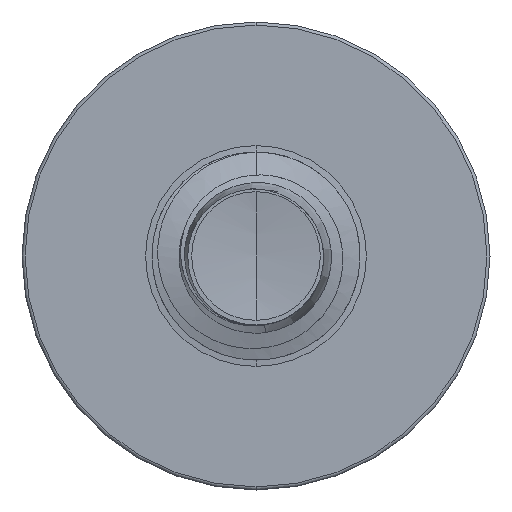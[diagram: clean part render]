
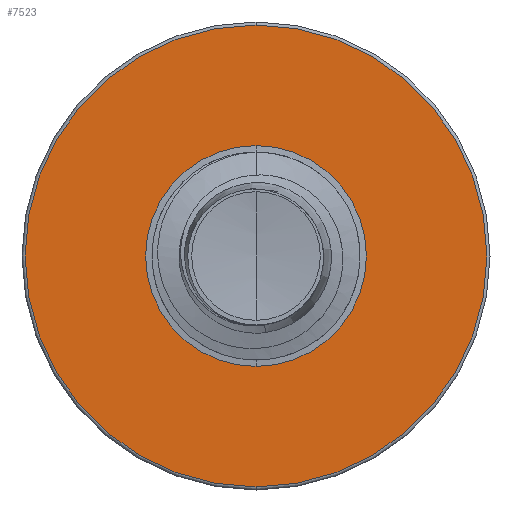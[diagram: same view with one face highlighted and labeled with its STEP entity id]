
A CAD part, front view. The second image highlights one B-rep face of the part: STEP entity #7523.
In plain terms, the highlighted planar face has unit normal (0, -1, 0).
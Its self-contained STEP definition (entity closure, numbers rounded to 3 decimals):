
#862 = FACE_OUTER_BOUND ( 'NONE', #1529, .T. ) ;
#1022 = VERTEX_POINT ( 'NONE', #7966 ) ;
#1529 = EDGE_LOOP ( 'NONE', ( #6795, #6870 ) ) ;
#1576 = AXIS2_PLACEMENT_3D ( 'NONE', #3296, #3275, #3274 ) ;
#1880 = DIRECTION ( 'NONE',  ( 0., 0., 1. ) ) ;
#1883 = DIRECTION ( 'NONE',  ( 0., 1., 0. ) ) ;
#1899 = CARTESIAN_POINT ( 'NONE',  ( 0., 2., 0. ) ) ;
#2695 = VERTEX_POINT ( 'NONE', #7764 ) ;
#3269 = EDGE_CURVE ( 'NONE', #8741, #2695, #7854, .T. ) ;
#3274 = DIRECTION ( 'NONE',  ( 0., 0., 1. ) ) ;
#3275 = DIRECTION ( 'NONE',  ( 0., 1., 0. ) ) ;
#3296 = CARTESIAN_POINT ( 'NONE',  ( 0., 2., 0. ) ) ;
#4126 = CIRCLE ( 'NONE', #5801, 1.776 ) ;
#4441 = EDGE_CURVE ( 'NONE', #6291, #1022, #5962, .T. ) ;
#5143 = AXIS2_PLACEMENT_3D ( 'NONE', #9694, #9681, #9659 ) ;
#5255 = EDGE_CURVE ( 'NONE', #1022, #6291, #8795, .T. ) ;
#5434 = FACE_BOUND ( 'NONE', #6300, .T. ) ;
#5596 = DIRECTION ( 'NONE',  ( 0., 0., 1. ) ) ;
#5605 = PLANE ( 'NONE',  #7654 ) ;
#5616 = CARTESIAN_POINT ( 'NONE',  ( 0., 2., -0.849 ) ) ;
#5746 = DIRECTION ( 'NONE',  ( 0., 1., 0. ) ) ;
#5801 = AXIS2_PLACEMENT_3D ( 'NONE', #8800, #8789, #8779 ) ;
#5869 = AXIS2_PLACEMENT_3D ( 'NONE', #1899, #1883, #1880 ) ;
#5962 = CIRCLE ( 'NONE', #5143, 0.849 ) ;
#6291 = VERTEX_POINT ( 'NONE', #9746 ) ;
#6300 = EDGE_LOOP ( 'NONE', ( #6907, #6942 ) ) ;
#6712 = EDGE_CURVE ( 'NONE', #2695, #8741, #4126, .T. ) ;
#6795 = ORIENTED_EDGE ( 'NONE', *, *, #6712, .F. ) ;
#6870 = ORIENTED_EDGE ( 'NONE', *, *, #3269, .F. ) ;
#6907 = ORIENTED_EDGE ( 'NONE', *, *, #5255, .T. ) ;
#6942 = ORIENTED_EDGE ( 'NONE', *, *, #4441, .T. ) ;
#7523 = ADVANCED_FACE ( 'NONE', ( #862, #5434 ), #5605, .F. ) ;
#7654 = AXIS2_PLACEMENT_3D ( 'NONE', #5616, #5746, #5596 ) ;
#7764 = CARTESIAN_POINT ( 'NONE',  ( 0., 2., 1.776 ) ) ;
#7854 = CIRCLE ( 'NONE', #5869, 1.776 ) ;
#7966 = CARTESIAN_POINT ( 'NONE',  ( 0., 2., 0.849 ) ) ;
#8741 = VERTEX_POINT ( 'NONE', #10075 ) ;
#8779 = DIRECTION ( 'NONE',  ( 0., 0., 1. ) ) ;
#8789 = DIRECTION ( 'NONE',  ( 0., 1., 0. ) ) ;
#8795 = CIRCLE ( 'NONE', #1576, 0.849 ) ;
#8800 = CARTESIAN_POINT ( 'NONE',  ( 0., 2., 0. ) ) ;
#9659 = DIRECTION ( 'NONE',  ( 0., 0., 1. ) ) ;
#9681 = DIRECTION ( 'NONE',  ( 0., 1., 0. ) ) ;
#9694 = CARTESIAN_POINT ( 'NONE',  ( 0., 2., 0. ) ) ;
#9746 = CARTESIAN_POINT ( 'NONE',  ( 0., 2., -0.849 ) ) ;
#10075 = CARTESIAN_POINT ( 'NONE',  ( 0., 2., -1.776 ) ) ;
